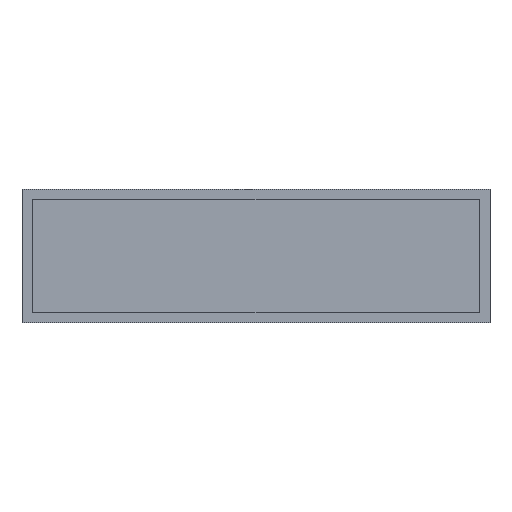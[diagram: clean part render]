
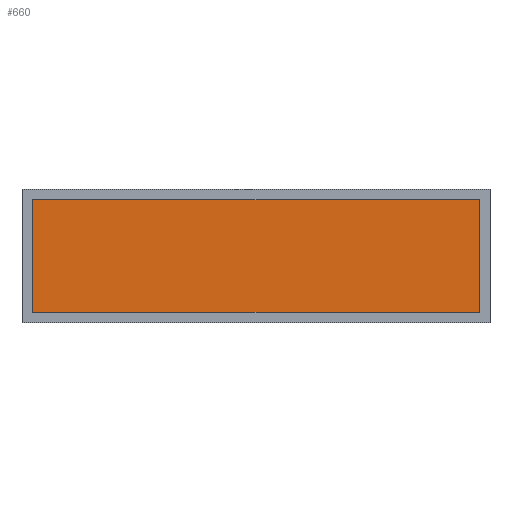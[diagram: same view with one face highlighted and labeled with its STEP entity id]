
A CAD part, top view. The second image highlights one B-rep face of the part: STEP entity #660.
In plain terms, the highlighted planar face has unit normal (0, 0, 1).
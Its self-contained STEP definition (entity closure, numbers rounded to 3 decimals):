
#283 = PLANE('',#284);
#284 = AXIS2_PLACEMENT_3D('',#285,#286,#287);
#285 = CARTESIAN_POINT('',(-20.04,-5.04,0.8));
#286 = DIRECTION('',(1.,0.,-0.));
#287 = DIRECTION('',(0.,0.,1.));
#311 = PLANE('',#312);
#312 = AXIS2_PLACEMENT_3D('',#313,#314,#315);
#313 = CARTESIAN_POINT('',(-20.04,5.04,0.8));
#314 = DIRECTION('',(-0.,1.,0.));
#315 = DIRECTION('',(0.,0.,1.));
#339 = PLANE('',#340);
#340 = AXIS2_PLACEMENT_3D('',#341,#342,#343);
#341 = CARTESIAN_POINT('',(20.04,-5.04,0.8));
#342 = DIRECTION('',(1.,0.,-0.));
#343 = DIRECTION('',(0.,0.,1.));
#365 = PLANE('',#366);
#366 = AXIS2_PLACEMENT_3D('',#367,#368,#369);
#367 = CARTESIAN_POINT('',(-20.04,-5.04,0.8));
#368 = DIRECTION('',(-0.,1.,0.));
#369 = DIRECTION('',(0.,0.,1.));
#464 = VERTEX_POINT('',#465);
#465 = CARTESIAN_POINT('',(-20.04,-5.04,2.8));
#488 = VERTEX_POINT('',#489);
#489 = CARTESIAN_POINT('',(-20.04,5.04,2.8));
#510 = EDGE_CURVE('',#464,#488,#511,.T.);
#511 = SURFACE_CURVE('',#512,(#516,#523),.PCURVE_S1.);
#512 = LINE('',#513,#514);
#513 = CARTESIAN_POINT('',(-20.04,-5.04,2.8));
#514 = VECTOR('',#515,1.);
#515 = DIRECTION('',(-0.,1.,0.));
#516 = PCURVE('',#283,#517);
#517 = DEFINITIONAL_REPRESENTATION('',(#518),#522);
#518 = LINE('',#519,#520);
#519 = CARTESIAN_POINT('',(2.,0.));
#520 = VECTOR('',#521,1.);
#521 = DIRECTION('',(0.,-1.));
#522 = ( GEOMETRIC_REPRESENTATION_CONTEXT(2) 
PARAMETRIC_REPRESENTATION_CONTEXT() REPRESENTATION_CONTEXT('2D SPACE',''
  ) );
#523 = PCURVE('',#524,#529);
#524 = PLANE('',#525);
#525 = AXIS2_PLACEMENT_3D('',#526,#527,#528);
#526 = CARTESIAN_POINT('',(-20.04,-5.04,2.8));
#527 = DIRECTION('',(0.,0.,1.));
#528 = DIRECTION('',(1.,0.,-0.));
#529 = DEFINITIONAL_REPRESENTATION('',(#530),#534);
#530 = LINE('',#531,#532);
#531 = CARTESIAN_POINT('',(0.,0.));
#532 = VECTOR('',#533,1.);
#533 = DIRECTION('',(0.,1.));
#534 = ( GEOMETRIC_REPRESENTATION_CONTEXT(2) 
PARAMETRIC_REPRESENTATION_CONTEXT() REPRESENTATION_CONTEXT('2D SPACE',''
  ) );
#541 = EDGE_CURVE('',#464,#542,#544,.T.);
#542 = VERTEX_POINT('',#543);
#543 = CARTESIAN_POINT('',(20.04,-5.04,2.8));
#544 = SURFACE_CURVE('',#545,(#549,#556),.PCURVE_S1.);
#545 = LINE('',#546,#547);
#546 = CARTESIAN_POINT('',(-20.04,-5.04,2.8));
#547 = VECTOR('',#548,1.);
#548 = DIRECTION('',(1.,0.,-0.));
#549 = PCURVE('',#365,#550);
#550 = DEFINITIONAL_REPRESENTATION('',(#551),#555);
#551 = LINE('',#552,#553);
#552 = CARTESIAN_POINT('',(2.,0.));
#553 = VECTOR('',#554,1.);
#554 = DIRECTION('',(0.,1.));
#555 = ( GEOMETRIC_REPRESENTATION_CONTEXT(2) 
PARAMETRIC_REPRESENTATION_CONTEXT() REPRESENTATION_CONTEXT('2D SPACE',''
  ) );
#556 = PCURVE('',#524,#557);
#557 = DEFINITIONAL_REPRESENTATION('',(#558),#562);
#558 = LINE('',#559,#560);
#559 = CARTESIAN_POINT('',(0.,0.));
#560 = VECTOR('',#561,1.);
#561 = DIRECTION('',(1.,0.));
#562 = ( GEOMETRIC_REPRESENTATION_CONTEXT(2) 
PARAMETRIC_REPRESENTATION_CONTEXT() REPRESENTATION_CONTEXT('2D SPACE',''
  ) );
#591 = VERTEX_POINT('',#592);
#592 = CARTESIAN_POINT('',(20.04,5.04,2.8));
#613 = EDGE_CURVE('',#542,#591,#614,.T.);
#614 = SURFACE_CURVE('',#615,(#619,#626),.PCURVE_S1.);
#615 = LINE('',#616,#617);
#616 = CARTESIAN_POINT('',(20.04,-5.04,2.8));
#617 = VECTOR('',#618,1.);
#618 = DIRECTION('',(-0.,1.,0.));
#619 = PCURVE('',#339,#620);
#620 = DEFINITIONAL_REPRESENTATION('',(#621),#625);
#621 = LINE('',#622,#623);
#622 = CARTESIAN_POINT('',(2.,0.));
#623 = VECTOR('',#624,1.);
#624 = DIRECTION('',(0.,-1.));
#625 = ( GEOMETRIC_REPRESENTATION_CONTEXT(2) 
PARAMETRIC_REPRESENTATION_CONTEXT() REPRESENTATION_CONTEXT('2D SPACE',''
  ) );
#626 = PCURVE('',#524,#627);
#627 = DEFINITIONAL_REPRESENTATION('',(#628),#632);
#628 = LINE('',#629,#630);
#629 = CARTESIAN_POINT('',(40.08,0.));
#630 = VECTOR('',#631,1.);
#631 = DIRECTION('',(0.,1.));
#632 = ( GEOMETRIC_REPRESENTATION_CONTEXT(2) 
PARAMETRIC_REPRESENTATION_CONTEXT() REPRESENTATION_CONTEXT('2D SPACE',''
  ) );
#639 = EDGE_CURVE('',#488,#591,#640,.T.);
#640 = SURFACE_CURVE('',#641,(#645,#652),.PCURVE_S1.);
#641 = LINE('',#642,#643);
#642 = CARTESIAN_POINT('',(-20.04,5.04,2.8));
#643 = VECTOR('',#644,1.);
#644 = DIRECTION('',(1.,0.,-0.));
#645 = PCURVE('',#311,#646);
#646 = DEFINITIONAL_REPRESENTATION('',(#647),#651);
#647 = LINE('',#648,#649);
#648 = CARTESIAN_POINT('',(2.,0.));
#649 = VECTOR('',#650,1.);
#650 = DIRECTION('',(0.,1.));
#651 = ( GEOMETRIC_REPRESENTATION_CONTEXT(2) 
PARAMETRIC_REPRESENTATION_CONTEXT() REPRESENTATION_CONTEXT('2D SPACE',''
  ) );
#652 = PCURVE('',#524,#653);
#653 = DEFINITIONAL_REPRESENTATION('',(#654),#658);
#654 = LINE('',#655,#656);
#655 = CARTESIAN_POINT('',(0.,10.08));
#656 = VECTOR('',#657,1.);
#657 = DIRECTION('',(1.,0.));
#658 = ( GEOMETRIC_REPRESENTATION_CONTEXT(2) 
PARAMETRIC_REPRESENTATION_CONTEXT() REPRESENTATION_CONTEXT('2D SPACE',''
  ) );
#660 = ADVANCED_FACE('',(#661),#524,.T.);
#661 = FACE_BOUND('',#662,.T.);
#662 = EDGE_LOOP('',(#663,#664,#665,#666));
#663 = ORIENTED_EDGE('',*,*,#510,.F.);
#664 = ORIENTED_EDGE('',*,*,#541,.T.);
#665 = ORIENTED_EDGE('',*,*,#613,.T.);
#666 = ORIENTED_EDGE('',*,*,#639,.F.);
